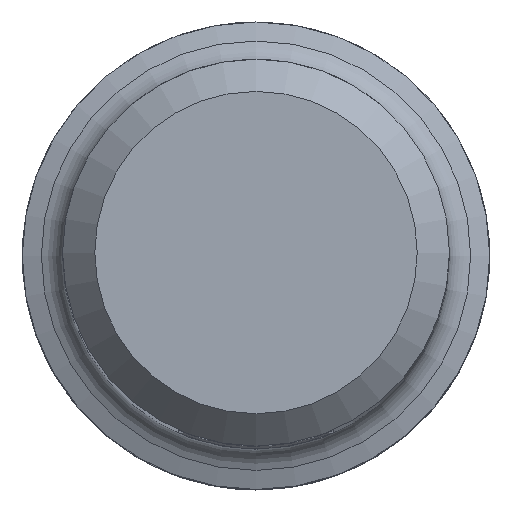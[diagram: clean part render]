
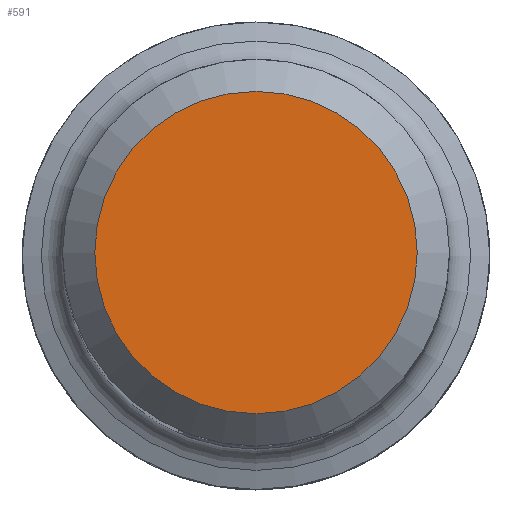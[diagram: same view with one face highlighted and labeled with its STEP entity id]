
A CAD part, top view. The second image highlights one B-rep face of the part: STEP entity #591.
In plain terms, the highlighted planar face has unit normal (0, 0, 1).
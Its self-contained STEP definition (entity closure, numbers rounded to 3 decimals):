
#101=PLANE('',#2182);
#159=FACE_OUTER_BOUND('',#770,.T.);
#591=ADVANCED_FACE('',(#159),#101,.T.);
#770=EDGE_LOOP('',(#913));
#913=ORIENTED_EDGE('',*,*,#1734,.T.);
#1521=VERTEX_POINT('',#2944);
#1734=EDGE_CURVE('',#1521,#1521,#2046,.T.);
#2046=CIRCLE('',#2175,5.);
#2175=AXIS2_PLACEMENT_3D('',#2943,#2392,#2393);
#2182=AXIS2_PLACEMENT_3D('',#2981,#2410,#2411);
#2392=DIRECTION('',(0.,0.,1.));
#2393=DIRECTION('',(1.,0.,0.));
#2410=DIRECTION('',(0.,0.,1.));
#2411=DIRECTION('',(-1.,0.,0.));
#2943=CARTESIAN_POINT('',(0.,0.,0.));
#2944=CARTESIAN_POINT('',(5.,0.,0.));
#2981=CARTESIAN_POINT('',(0.,2.25,0.));
